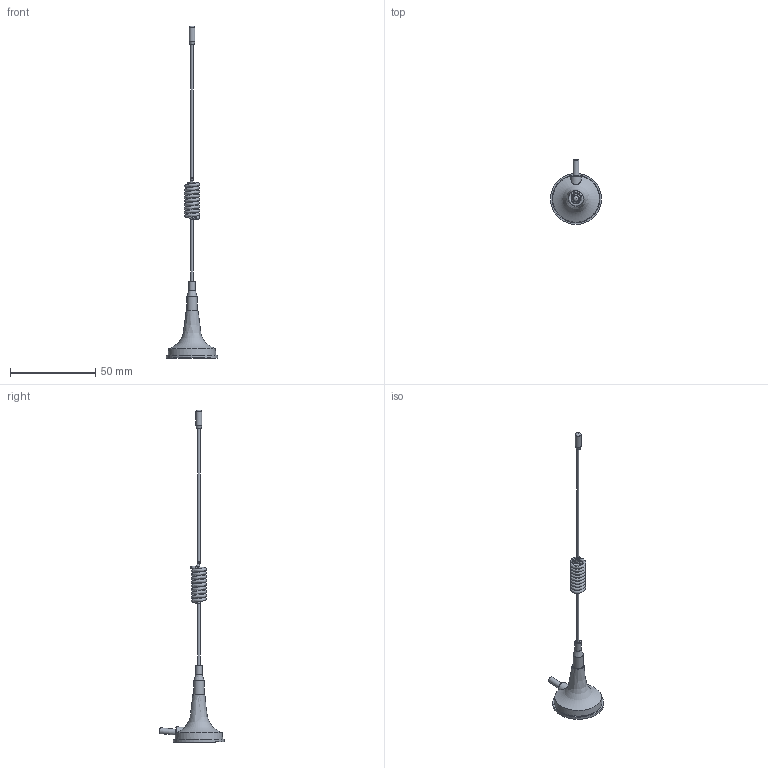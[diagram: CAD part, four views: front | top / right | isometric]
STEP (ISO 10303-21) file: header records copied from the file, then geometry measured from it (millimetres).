
FILE_DESCRIPTION(('FreeCAD Model'),'2;1');
FILE_NAME('Open CASCADE Shape Model','2023-04-06T17:35:29',(''),(''), 'Open CASCADE STEP processor 7.6','FreeCAD','Unknown');
FILE_SCHEMA(('AUTOMOTIVE_DESIGN { 1 0 10303 214 1 1 1 1 }'));
Length unit declared in the file: millimetre
Products named in the file (11): antenna; base; base_whip; whip; bot_connection_01; bot_connection_02; helix; top_connection_01; top_connection_02; top_whip; top
Assembly tree (10 placements, depth 2):
  antenna
    base
    base_whip
    whip
    bot_connection_01
    bot_connection_02
    helix
    top_connection_01
    top_connection_02
    top_whip
    top
Bounding box: 30 x 38.1 x 195 mm (x, y, z)
Volume: 7395.1 mm3; surface area: 4760.9 mm2
Topology: 10 solids, 10 shells, 64 faces, 109 edges, 60 vertices
Faces by surface type: plane 23, cylinder 18, bspline 10, revolution 4, torus 4, cone 3, extrusion 1, sphere 1
Full cylindrical faces by diameter (mm): 1.6 x10, 2.9 x2, 3.428 x1, 3.5 x1, 3.8 x1, 6 x1, 30 x1
Entity records: 8013 total; most frequent: CARTESIAN_POINT 5745, DIRECTION 355, ORIENTED_EDGE 200, PCURVE 200, DEFINITIONAL_REPRESENTATION 200, AXIS2_PLACEMENT_3D 115, B_SPLINE_CURVE_WITH_KNOTS 109, EDGE_CURVE 100
